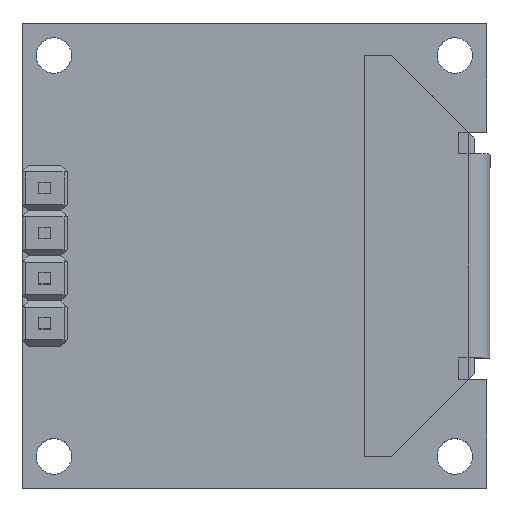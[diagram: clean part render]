
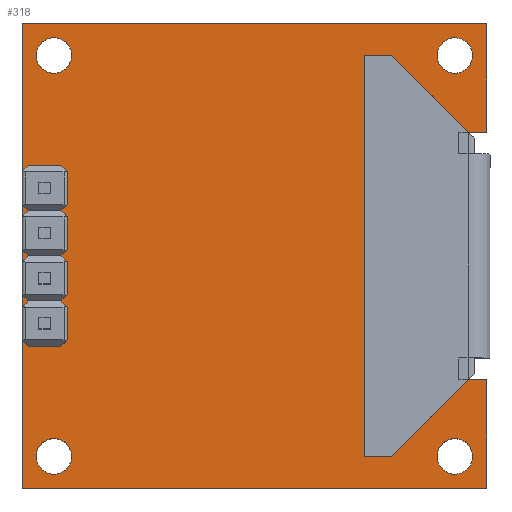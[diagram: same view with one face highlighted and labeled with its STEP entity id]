
A CAD part, top view. The second image highlights one B-rep face of the part: STEP entity #318.
In plain terms, the highlighted face is planar.
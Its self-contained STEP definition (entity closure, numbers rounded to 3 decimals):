
#318=ADVANCED_FACE('',(#689,#690,#691,#692,#693,#694,#695,#696,#697),#698,.F.);
#689=FACE_BOUND('',#1180,.T.);
#690=FACE_BOUND('',#1181,.T.);
#691=FACE_BOUND('',#1182,.T.);
#692=FACE_BOUND('',#1183,.T.);
#693=FACE_BOUND('',#1184,.T.);
#694=FACE_BOUND('',#1185,.T.);
#695=FACE_BOUND('',#1186,.T.);
#696=FACE_BOUND('',#1187,.T.);
#697=FACE_OUTER_BOUND('',#1188,.T.);
#698=PLANE('',#1189);
#1180=EDGE_LOOP('',(#1732));
#1181=EDGE_LOOP('',(#1733));
#1182=EDGE_LOOP('',(#1734));
#1183=EDGE_LOOP('',(#1735));
#1184=EDGE_LOOP('',(#1736));
#1185=EDGE_LOOP('',(#1737));
#1186=EDGE_LOOP('',(#1738));
#1187=EDGE_LOOP('',(#1739));
#1188=EDGE_LOOP('',(#1740,#1741,#1742,#1743,#1744,#1745,#1746,#1747,#1748,#1749,#1750,#1751));
#1189=AXIS2_PLACEMENT_3D('',#1752,#1753,#1754);
#1732=ORIENTED_EDGE('',*,*,#3024,.F.);
#1733=ORIENTED_EDGE('',*,*,#3025,.F.);
#1734=ORIENTED_EDGE('',*,*,#3026,.F.);
#1735=ORIENTED_EDGE('',*,*,#3027,.F.);
#1736=ORIENTED_EDGE('',*,*,#3028,.F.);
#1737=ORIENTED_EDGE('',*,*,#3029,.F.);
#1738=ORIENTED_EDGE('',*,*,#3030,.F.);
#1739=ORIENTED_EDGE('',*,*,#3031,.F.);
#1740=ORIENTED_EDGE('',*,*,#3032,.F.);
#1741=ORIENTED_EDGE('',*,*,#3033,.F.);
#1742=ORIENTED_EDGE('',*,*,#3034,.F.);
#1743=ORIENTED_EDGE('',*,*,#3035,.F.);
#1744=ORIENTED_EDGE('',*,*,#3036,.F.);
#1745=ORIENTED_EDGE('',*,*,#3037,.F.);
#1746=ORIENTED_EDGE('',*,*,#3038,.F.);
#1747=ORIENTED_EDGE('',*,*,#3039,.F.);
#1748=ORIENTED_EDGE('',*,*,#3040,.F.);
#1749=ORIENTED_EDGE('',*,*,#3041,.F.);
#1750=ORIENTED_EDGE('',*,*,#3042,.F.);
#1751=ORIENTED_EDGE('',*,*,#3043,.F.);
#1752=CARTESIAN_POINT('',(-4.418,-5.765,-0.184));
#1753=DIRECTION('',(0.0,0.0,1.0));
#1754=DIRECTION('',(1.0,0.0,0.0));
#3024=EDGE_CURVE('',#3595,#3595,#3596,.F.);
#3025=EDGE_CURVE('',#3597,#3597,#3598,.F.);
#3026=EDGE_CURVE('',#3599,#3599,#3600,.F.);
#3027=EDGE_CURVE('',#3601,#3601,#3602,.F.);
#3028=EDGE_CURVE('',#3603,#3603,#3604,.T.);
#3029=EDGE_CURVE('',#3605,#3605,#3606,.T.);
#3030=EDGE_CURVE('',#3607,#3607,#3608,.T.);
#3031=EDGE_CURVE('',#3609,#3609,#3610,.T.);
#3032=EDGE_CURVE('',#3611,#3612,#3613,.T.);
#3033=EDGE_CURVE('',#3614,#3611,#3615,.T.);
#3034=EDGE_CURVE('',#3616,#3614,#3617,.T.);
#3035=EDGE_CURVE('',#3618,#3616,#3619,.T.);
#3036=EDGE_CURVE('',#3620,#3618,#3621,.T.);
#3037=EDGE_CURVE('',#3622,#3620,#3623,.T.);
#3038=EDGE_CURVE('',#3624,#3622,#3625,.T.);
#3039=EDGE_CURVE('',#3626,#3624,#3627,.T.);
#3040=EDGE_CURVE('',#3628,#3626,#3629,.T.);
#3041=EDGE_CURVE('',#3630,#3628,#3631,.T.);
#3042=EDGE_CURVE('',#3632,#3630,#3633,.T.);
#3043=EDGE_CURVE('',#3612,#3632,#3634,.T.);
#3595=VERTEX_POINT('',#4430);
#3596=CIRCLE('',#4431,0.3);
#3597=VERTEX_POINT('',#4432);
#3598=CIRCLE('',#4433,0.3);
#3599=VERTEX_POINT('',#4434);
#3600=CIRCLE('',#4435,0.3);
#3601=VERTEX_POINT('',#4436);
#3602=CIRCLE('',#4437,0.3);
#3603=VERTEX_POINT('',#4438);
#3604=CIRCLE('',#4439,1.0);
#3605=VERTEX_POINT('',#4440);
#3606=CIRCLE('',#4441,1.0);
#3607=VERTEX_POINT('',#4442);
#3608=CIRCLE('',#4443,1.0);
#3609=VERTEX_POINT('',#4444);
#3610=CIRCLE('',#4445,1.0);
#3611=VERTEX_POINT('',#4446);
#3612=VERTEX_POINT('',#4447);
#3613=LINE('',#4448,#4449);
#3614=VERTEX_POINT('',#4450);
#3615=LINE('',#4451,#4452);
#3616=VERTEX_POINT('',#4453);
#3617=LINE('',#4454,#4455);
#3618=VERTEX_POINT('',#4456);
#3619=LINE('',#4457,#4458);
#3620=VERTEX_POINT('',#4459);
#3621=LINE('',#4460,#4461);
#3622=VERTEX_POINT('',#4462);
#3623=LINE('',#4463,#4464);
#3624=VERTEX_POINT('',#4465);
#3625=LINE('',#4466,#4467);
#3626=VERTEX_POINT('',#4468);
#3627=LINE('',#4469,#4470);
#3628=VERTEX_POINT('',#4471);
#3629=LINE('',#4472,#4473);
#3630=VERTEX_POINT('',#4474);
#3631=LINE('',#4475,#4476);
#3632=VERTEX_POINT('',#4477);
#3633=LINE('',#4478,#4479);
#3634=LINE('',#4480,#4481);
#4430=CARTESIAN_POINT('',(5.172,19.165,-0.184));
#4431=AXIS2_PLACEMENT_3D('',#5467,#5468,#5469);
#4432=CARTESIAN_POINT('',(7.712,19.165,-0.184));
#4433=AXIS2_PLACEMENT_3D('',#5470,#5471,#5472);
#4434=CARTESIAN_POINT('',(10.252,19.165,-0.184));
#4435=AXIS2_PLACEMENT_3D('',#5473,#5474,#5475);
#4436=CARTESIAN_POINT('',(12.792,19.165,-0.184));
#4437=AXIS2_PLACEMENT_3D('',#5476,#5477,#5478);
#4438=CARTESIAN_POINT('',(18.982,-3.965,-0.184));
#4439=AXIS2_PLACEMENT_3D('',#5479,#5480,#5481);
#4440=CARTESIAN_POINT('',(-3.618,18.635,-0.184));
#4441=AXIS2_PLACEMENT_3D('',#5482,#5483,#5484);
#4442=CARTESIAN_POINT('',(-3.618,-3.965,-0.184));
#4443=AXIS2_PLACEMENT_3D('',#5485,#5486,#5487);
#4444=CARTESIAN_POINT('',(18.982,18.635,-0.184));
#4445=AXIS2_PLACEMENT_3D('',#5488,#5489,#5490);
#4446=CARTESIAN_POINT('',(19.982,-0.393,-0.184));
#4447=CARTESIAN_POINT('',(15.647,-4.728,-0.184));
#4448=CARTESIAN_POINT('',(19.982,-0.393,-0.184));
#4449=VECTOR('',#5491,1.0);
#4450=CARTESIAN_POINT('',(19.982,1.135,-0.184));
#4451=CARTESIAN_POINT('',(19.982,1.135,-0.184));
#4452=VECTOR('',#5492,1.0);
#4453=CARTESIAN_POINT('',(-2.618,1.135,-0.184));
#4454=CARTESIAN_POINT('',(-2.618,1.135,-0.184));
#4455=VECTOR('',#5493,1.0);
#4456=CARTESIAN_POINT('',(-2.618,-0.393,-0.184));
#4457=CARTESIAN_POINT('',(-2.618,-0.393,-0.184));
#4458=VECTOR('',#5494,1.0);
#4459=CARTESIAN_POINT('',(1.718,-4.728,-0.184));
#4460=CARTESIAN_POINT('',(2.933,-5.943,-0.184));
#4461=VECTOR('',#5495,1.0);
#4462=CARTESIAN_POINT('',(1.718,-5.765,-0.184));
#4463=CARTESIAN_POINT('',(1.718,-5.765,-0.184));
#4464=VECTOR('',#5496,1.0);
#4465=CARTESIAN_POINT('',(-4.418,-5.765,-0.184));
#4466=CARTESIAN_POINT('',(-4.418,-5.765,-0.184));
#4467=VECTOR('',#5497,1.0);
#4468=CARTESIAN_POINT('',(-4.418,20.435,-0.184));
#4469=CARTESIAN_POINT('',(-4.418,20.435,-0.184));
#4470=VECTOR('',#5498,1.0);
#4471=CARTESIAN_POINT('',(21.782,20.435,-0.184));
#4472=CARTESIAN_POINT('',(21.782,20.435,-0.184));
#4473=VECTOR('',#5499,1.0);
#4474=CARTESIAN_POINT('',(21.782,-5.765,-0.184));
#4475=CARTESIAN_POINT('',(21.782,-5.765,-0.184));
#4476=VECTOR('',#5500,1.0);
#4477=CARTESIAN_POINT('',(15.647,-5.765,-0.184));
#4478=CARTESIAN_POINT('',(-4.418,-5.765,-0.184));
#4479=VECTOR('',#5501,1.0);
#4480=CARTESIAN_POINT('',(15.647,-5.765,-0.184));
#4481=VECTOR('',#5502,1.0);
#5467=CARTESIAN_POINT('',(4.872,19.165,-0.184));
#5468=DIRECTION('',(0.0,0.0,1.0));
#5469=DIRECTION('',(1.0,0.0,0.0));
#5470=CARTESIAN_POINT('',(7.412,19.165,-0.184));
#5471=DIRECTION('',(0.0,0.0,1.0));
#5472=DIRECTION('',(1.0,0.0,0.0));
#5473=CARTESIAN_POINT('',(9.952,19.165,-0.184));
#5474=DIRECTION('',(0.0,0.0,1.0));
#5475=DIRECTION('',(1.0,0.0,0.0));
#5476=CARTESIAN_POINT('',(12.492,19.165,-0.184));
#5477=DIRECTION('',(0.0,0.0,1.0));
#5478=DIRECTION('',(1.0,0.0,0.0));
#5479=CARTESIAN_POINT('',(19.982,-3.965,-0.184));
#5480=DIRECTION('',(0.0,0.0,-1.0));
#5481=DIRECTION('',(-1.0,0.0,0.0));
#5482=CARTESIAN_POINT('',(-2.618,18.635,-0.184));
#5483=DIRECTION('',(0.0,0.0,-1.0));
#5484=DIRECTION('',(-1.0,0.0,0.0));
#5485=CARTESIAN_POINT('',(-2.618,-3.965,-0.184));
#5486=DIRECTION('',(0.0,0.0,-1.0));
#5487=DIRECTION('',(-1.0,0.0,0.0));
#5488=CARTESIAN_POINT('',(19.982,18.635,-0.184));
#5489=DIRECTION('',(0.0,0.0,-1.0));
#5490=DIRECTION('',(-1.0,0.0,0.0));
#5491=DIRECTION('',(-0.707,-0.707,0.0));
#5492=DIRECTION('',(0.0,-1.0,0.0));
#5493=DIRECTION('',(1.0,0.,0.0));
#5494=DIRECTION('',(0.0,1.0,0.0));
#5495=DIRECTION('',(-0.707,0.707,0.0));
#5496=DIRECTION('',(0.0,1.0,0.0));
#5497=DIRECTION('',(1.0,0.,0.0));
#5498=DIRECTION('',(0.,-1.0,0.0));
#5499=DIRECTION('',(-1.0,0.0,0.0));
#5500=DIRECTION('',(0.0,1.0,0.0));
#5501=DIRECTION('',(1.0,0.,0.0));
#5502=DIRECTION('',(0.0,-1.0,0.0));
